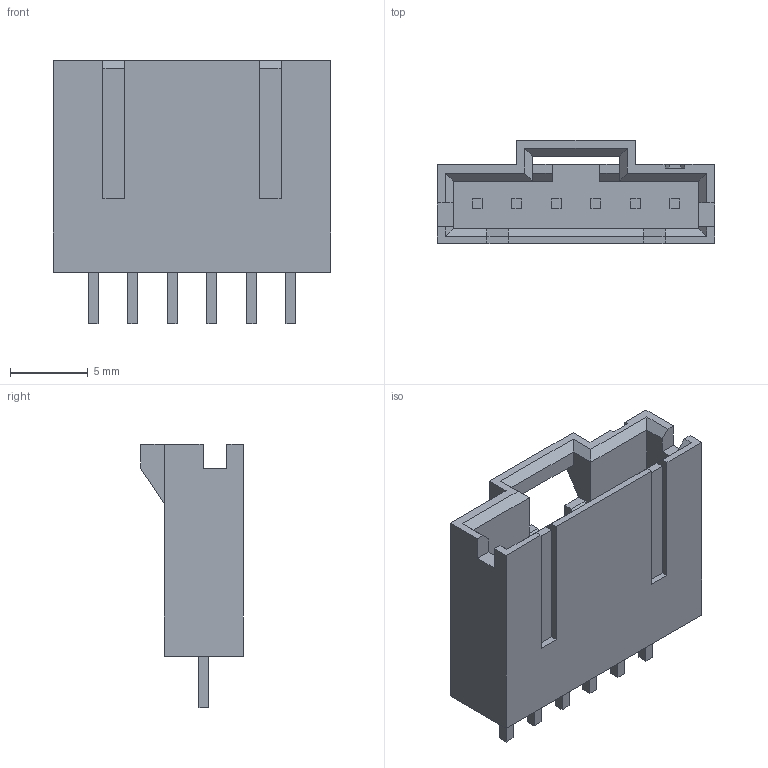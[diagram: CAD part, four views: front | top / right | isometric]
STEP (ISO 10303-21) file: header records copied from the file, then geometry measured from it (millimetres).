
FILE_DESCRIPTION(('STEP AP214'),'1');
FILE_NAME('5-103908-5.stp','2025-07-24T00:50:16',('TraceParts'),('TraceParts S.A.'),'Spatial InterOp 3D',' ',' ');
FILE_SCHEMA(('AUTOMOTIVE_DESIGN { 1 0 10303 214 1 1 1 1 }'));
Length unit declared in the file: millimetre
Products named in the file (1): C-0103908-55-3
Bounding box: 17.78 x 6.6 x 16.89 mm (x, y, z)
Volume: 778.2 mm3; surface area: 1266.3 mm2
Topology: 1 solids, 1 shells, 122 faces, 314 edges, 204 vertices
Faces by surface type: plane 122
Entity records: 3630 total; most frequent: CARTESIAN_POINT 641, ORIENTED_EDGE 628, DIRECTION 560, EDGE_CURVE 314, LINE 314, VECTOR 314, VERTEX_POINT 204, EDGE_LOOP 134
